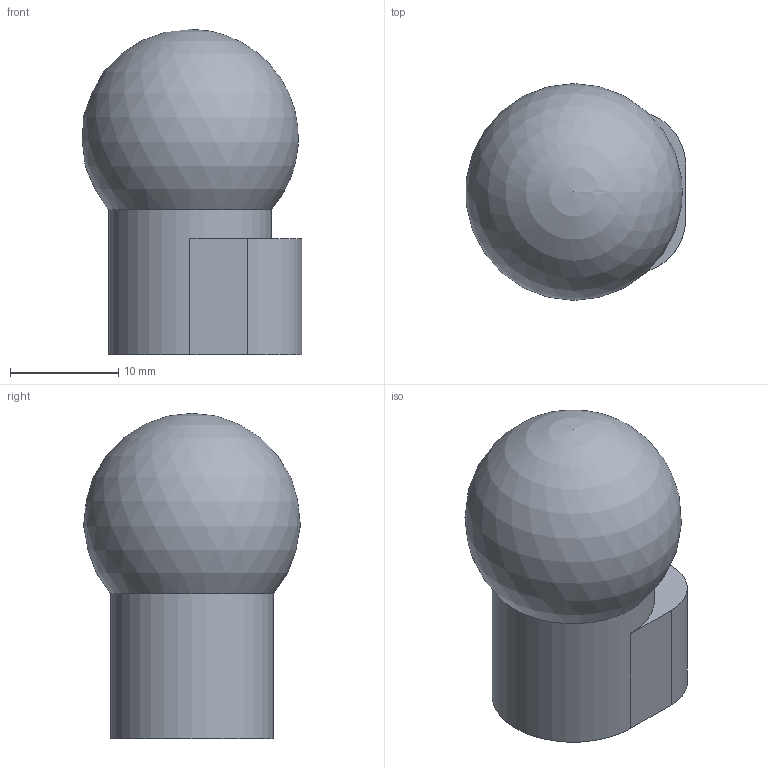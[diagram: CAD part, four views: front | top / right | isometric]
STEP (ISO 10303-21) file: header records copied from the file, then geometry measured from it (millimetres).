
FILE_DESCRIPTION(('FreeCAD Model'),'2;1');
FILE_NAME('strutcap.step', '2016-11-08T12:53:01',(''),(''),'Open CASCADE STEP processor 6.8', 'FreeCAD','Unknown');
FILE_SCHEMA(('AUTOMOTIVE_DESIGN_CC2 { 1 2 10303 214 -1 1 5 4 }'));
Length unit declared in the file: millimetre
Products named in the file (2): ASSEMBLY; strutcap
Assembly tree (1 placements, depth 2):
  ASSEMBLY
    strutcap
Bounding box: 20.22 x 19.99 x 30 mm (x, y, z)
Volume: 4769 mm3; surface area: 2870 mm2
Topology: 1 solids, 1 shells, 19 faces, 51 edges, 34 vertices
Faces by surface type: plane 12, cylinder 6, sphere 1
Full cylindrical faces by diameter (mm): 3.2 x2, 11 x1, 15 x1
Entity records: 1828 total; most frequent: CARTESIAN_POINT 826, DIRECTION 169, ORIENTED_EDGE 100, PCURVE 100, DEFINITIONAL_REPRESENTATION 100, LINE 97, VECTOR 97, EDGE_CURVE 50
